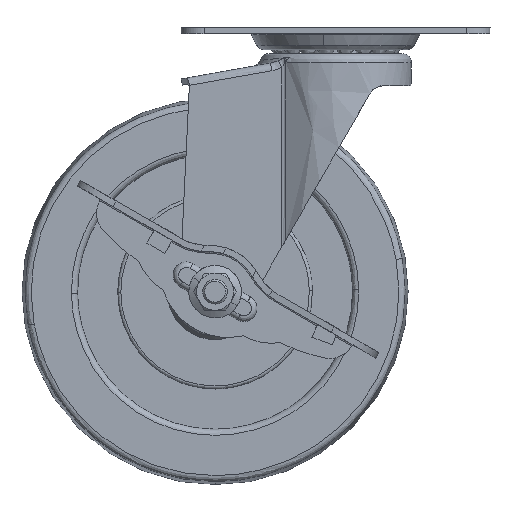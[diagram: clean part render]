
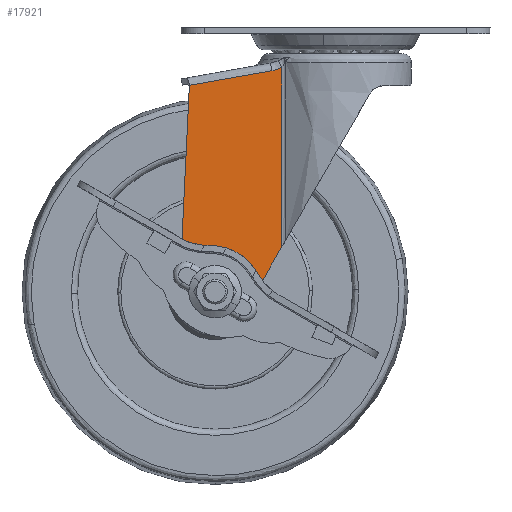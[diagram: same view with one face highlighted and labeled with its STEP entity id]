
A CAD part, front view. The second image highlights one B-rep face of the part: STEP entity #17921.
In plain terms, the highlighted free-form (B-spline) face has degree [1, 1] with [2, 2] control points.
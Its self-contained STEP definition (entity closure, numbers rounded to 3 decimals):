
#15413=CARTESIAN_POINT('',(-36.247,-18.0,-86.401));
#15414=VERTEX_POINT('',#15413);
#15420=CARTESIAN_POINT('',(-35.,-18.,-83.5));
#15421=VERTEX_POINT('',#15420);
#15422=CARTESIAN_POINT('',(-36.247,-18.0,-86.401));
#15423=CARTESIAN_POINT('',(-35.878,-18.,-86.053));
#15424=CARTESIAN_POINT('',(-35.238,-18.,-85.156));
#15425=CARTESIAN_POINT('',(-34.999,-18.,-84.075));
#15426=CARTESIAN_POINT('',(-35.,-18.,-83.5));
#15427=B_SPLINE_CURVE_WITH_KNOTS('',3,(#15422,#15423,#15424,#15425,#15426),.UNSPECIFIED.,.F.,.U.,(4,1,4),(0.,1.522,3.246),.UNSPECIFIED.);
#15428=EDGE_CURVE('',#15414,#15421,#15427,.T.);
#15430=CARTESIAN_POINT('',(-39.0,-18.0,-79.5));
#15431=VERTEX_POINT('',#15430);
#15432=CARTESIAN_POINT('',(-35.,-18.,-83.5));
#15433=CARTESIAN_POINT('',(-35.,-18.,-83.107));
#15434=CARTESIAN_POINT('',(-35.126,-18.,-82.256));
#15435=CARTESIAN_POINT('',(-35.723,-18.,-81.07));
#15436=CARTESIAN_POINT('',(-36.685,-18.,-80.154));
#15437=CARTESIAN_POINT('',(-37.822,-18.,-79.617));
#15438=CARTESIAN_POINT('',(-38.607,-18.,-79.5));
#15439=CARTESIAN_POINT('',(-39.0,-18.0,-79.5));
#15440=B_SPLINE_CURVE_WITH_KNOTS('',3,(#15432,#15433,#15434,#15435,#15436,#15437,#15438,#15439),.UNSPECIFIED.,.F.,.U.,(4,1,1,1,1,4),(0.,1.178,2.553,3.927,5.105,6.283),.UNSPECIFIED.);
#15441=EDGE_CURVE('',#15421,#15431,#15440,.T.);
#15443=CARTESIAN_POINT('',(-41.753,-18.0,-80.599));
#15444=VERTEX_POINT('',#15443);
#15445=CARTESIAN_POINT('',(-39.0,-18.0,-79.5));
#15446=CARTESIAN_POINT('',(-39.475,-18.,-79.5));
#15447=CARTESIAN_POINT('',(-40.487,-18.,-79.682));
#15448=CARTESIAN_POINT('',(-41.364,-18.0,-80.228));
#15449=CARTESIAN_POINT('',(-41.753,-18.0,-80.599));
#15450=B_SPLINE_CURVE_WITH_KNOTS('',3,(#15445,#15446,#15447,#15448,#15449),.UNSPECIFIED.,.F.,.U.,(4,1,4),(0.,1.424,3.037),.UNSPECIFIED.);
#15451=EDGE_CURVE('',#15431,#15444,#15450,.T.);
#15535=CARTESIAN_POINT('',(-43.,-18.,-83.5));
#15536=VERTEX_POINT('',#15535);
#15537=CARTESIAN_POINT('',(-41.753,-18.0,-80.599));
#15538=CARTESIAN_POINT('',(-42.171,-18.,-80.994));
#15539=CARTESIAN_POINT('',(-42.791,-18.,-81.911));
#15540=CARTESIAN_POINT('',(-43.,-18.,-82.993));
#15541=CARTESIAN_POINT('',(-43.,-18.,-83.5));
#15542=B_SPLINE_CURVE_WITH_KNOTS('',3,(#15537,#15538,#15539,#15540,#15541),.UNSPECIFIED.,.F.,.U.,(4,1,4),(0.,1.725,3.246),.UNSPECIFIED.);
#15543=EDGE_CURVE('',#15444,#15536,#15542,.T.);
#15545=CARTESIAN_POINT('',(-39.0,-18.0,-87.5));
#15546=VERTEX_POINT('',#15545);
#15547=CARTESIAN_POINT('',(-43.,-18.,-83.5));
#15548=CARTESIAN_POINT('',(-43.001,-18.,-84.056));
#15549=CARTESIAN_POINT('',(-42.833,-18.,-84.841));
#15550=CARTESIAN_POINT('',(-42.311,-18.,-85.791));
#15551=CARTESIAN_POINT('',(-41.675,-18.,-86.547));
#15552=CARTESIAN_POINT('',(-40.57,-18.,-87.285));
#15553=CARTESIAN_POINT('',(-39.556,-18.,-87.501));
#15554=CARTESIAN_POINT('',(-39.0,-18.0,-87.5));
#15555=B_SPLINE_CURVE_WITH_KNOTS('',3,(#15547,#15548,#15549,#15550,#15551,#15552,#15553,#15554),.UNSPECIFIED.,.F.,.U.,(4,1,1,1,1,4),(0.,1.669,2.356,3.24,4.614,6.283),.UNSPECIFIED.);
#15556=EDGE_CURVE('',#15536,#15546,#15555,.T.);
#15558=CARTESIAN_POINT('',(-39.0,-18.0,-87.5));
#15559=CARTESIAN_POINT('',(-38.462,-18.,-87.501));
#15560=CARTESIAN_POINT('',(-37.45,-18.,-87.293));
#15561=CARTESIAN_POINT('',(-36.591,-18.,-86.728));
#15562=CARTESIAN_POINT('',(-36.247,-18.0,-86.401));
#15563=B_SPLINE_CURVE_WITH_KNOTS('',3,(#15558,#15559,#15560,#15561,#15562),.UNSPECIFIED.,.F.,.U.,(4,1,4),(0.,1.613,3.037),.UNSPECIFIED.);
#15564=EDGE_CURVE('',#15546,#15414,#15563,.T.);
#16409=CARTESIAN_POINT('',(-47.324,-18.0,-16.693));
#16410=VERTEX_POINT('',#16409);
#16418=CARTESIAN_POINT('',(-20.595,-18.0,-11.98));
#16419=VERTEX_POINT('',#16418);
#16420=CARTESIAN_POINT('',(-20.595,-18.0,-11.98));
#16421=CARTESIAN_POINT('',(-47.324,-18.0,-16.693));
#16422=QUASI_UNIFORM_CURVE('',1,(#16420,#16421),.UNSPECIFIED.,.F.,.U.);
#16423=EDGE_CURVE('',#16419,#16410,#16422,.T.);
#17060=CARTESIAN_POINT('',(-17.385,-18.0,-10.731));
#17061=VERTEX_POINT('',#17060);
#17077=CARTESIAN_POINT('',(-17.385,-18.0,-68.974));
#17078=VERTEX_POINT('',#17077);
#17079=CARTESIAN_POINT('',(-17.385,-18.0,-68.974));
#17080=CARTESIAN_POINT('',(-17.385,-18.0,-10.731));
#17081=QUASI_UNIFORM_CURVE('',1,(#17079,#17080),.UNSPECIFIED.,.F.,.U.);
#17082=EDGE_CURVE('',#17078,#17061,#17081,.T.);
#17234=CARTESIAN_POINT('',(-50.487,-18.0,-82.952));
#17235=VERTEX_POINT('',#17234);
#17262=CARTESIAN_POINT('',(-29.03,-18.0,-89.231));
#17263=VERTEX_POINT('',#17262);
#17269=CARTESIAN_POINT('',(-50.487,-18.0,-82.952));
#17270=CARTESIAN_POINT('',(-50.533,-18.,-83.909));
#17271=CARTESIAN_POINT('',(-50.405,-18.,-85.555));
#17272=CARTESIAN_POINT('',(-49.715,-18.,-87.86));
#17273=CARTESIAN_POINT('',(-48.587,-18.,-90.033));
#17274=CARTESIAN_POINT('',(-46.964,-18.,-91.931));
#17275=CARTESIAN_POINT('',(-45.063,-18.,-93.343));
#17276=CARTESIAN_POINT('',(-43.126,-18.,-94.307));
#17277=CARTESIAN_POINT('',(-41.038,-18.,-94.895));
#17278=CARTESIAN_POINT('',(-38.918,-18.,-95.057));
#17279=CARTESIAN_POINT('',(-36.525,-18.,-94.827));
#17280=CARTESIAN_POINT('',(-34.3,-18.,-94.104));
#17281=CARTESIAN_POINT('',(-32.442,-18.,-92.993));
#17282=CARTESIAN_POINT('',(-30.667,-18.,-91.561));
#17283=CARTESIAN_POINT('',(-29.627,-18.,-90.271));
#17284=CARTESIAN_POINT('',(-29.03,-18.0,-89.231));
#17285=B_SPLINE_CURVE_WITH_KNOTS('',3,(#17269,#17270,#17271,#17272,#17273,#17274,#17275,#17276,#17277,#17278,#17279,#17280,#17281,#17282,#17283,#17284),.UNSPECIFIED.,.F.,.U.,(4,1,1,1,1,1,1,1,1,1,1,1,1,4),(0.,2.876,4.913,7.19,10.186,12.343,14.26,16.657,18.814,20.611,23.847,25.764,27.082,30.677),.UNSPECIFIED.);
#17286=EDGE_CURVE('',#17235,#17263,#17285,.T.);
#17373=CARTESIAN_POINT('',(-47.324,-18.0,-16.693));
#17374=CARTESIAN_POINT('',(-50.487,-18.0,-82.952));
#17375=QUASI_UNIFORM_CURVE('',1,(#17373,#17374),.UNSPECIFIED.,.F.,.U.);
#17376=EDGE_CURVE('',#16410,#17235,#17375,.T.);
#17760=CARTESIAN_POINT('',(-17.385,-18.0,-68.974));
#17761=CARTESIAN_POINT('',(-29.03,-18.0,-89.231));
#17762=QUASI_UNIFORM_CURVE('',1,(#17760,#17761),.UNSPECIFIED.,.F.,.U.);
#17763=EDGE_CURVE('',#17078,#17263,#17762,.T.);
#17886=CARTESIAN_POINT('',(-52.144,-18.0,-99.207));
#17887=CARTESIAN_POINT('',(-15.732,-18.0,-99.207));
#17888=CARTESIAN_POINT('',(-52.144,-18.0,-6.522));
#17889=CARTESIAN_POINT('',(-15.732,-18.0,-6.522));
#17890=B_SPLINE_SURFACE_WITH_KNOTS('',1,1,((#17886,#17888),(#17887,#17889)),.UNSPECIFIED.,.F.,.F.,.U.,(2,2),(2,2),(0.0,36.412),(0.0,92.685),.UNSPECIFIED.);
#17891=ORIENTED_EDGE('',*,*,#17082,.T.);
#17892=CARTESIAN_POINT('',(-17.385,-18.0,-10.731));
#17893=CARTESIAN_POINT('',(-17.509,-18.0,-10.809));
#17894=CARTESIAN_POINT('',(-17.634,-18.0,-10.883));
#17895=CARTESIAN_POINT('',(-17.887,-18.0,-11.026));
#17896=CARTESIAN_POINT('',(-18.015,-18.0,-11.094));
#17897=CARTESIAN_POINT('',(-18.403,-18.0,-11.289));
#17898=CARTESIAN_POINT('',(-18.666,-18.0,-11.407));
#17899=CARTESIAN_POINT('',(-19.201,-18.,-11.615));
#17900=CARTESIAN_POINT('',(-19.473,-18.0,-11.707));
#17901=CARTESIAN_POINT('',(-20.027,-18.0,-11.864));
#17902=CARTESIAN_POINT('',(-20.309,-18.0,-11.929));
#17903=CARTESIAN_POINT('',(-20.595,-18.0,-11.98));
#17904=B_SPLINE_CURVE_WITH_KNOTS('',3,(#17892,#17893,#17894,#17895,#17896,#17897,#17898,#17899,#17900,#17901,#17902,#17903),.UNSPECIFIED.,.F.,.U.,(4,2,2,2,2,4),(0.0,0.125,0.25,0.5,0.75,1.0),.UNSPECIFIED.);
#17905=EDGE_CURVE('',#17061,#16419,#17904,.T.);
#17906=ORIENTED_EDGE('',*,*,#17905,.T.);
#17907=ORIENTED_EDGE('',*,*,#16423,.T.);
#17908=ORIENTED_EDGE('',*,*,#17376,.T.);
#17909=ORIENTED_EDGE('',*,*,#17286,.T.);
#17910=ORIENTED_EDGE('',*,*,#17763,.F.);
#17911=EDGE_LOOP('',(#17891,#17906,#17907,#17908,#17909,#17910));
#17912=FACE_OUTER_BOUND('',#17911,.T.);
#17913=ORIENTED_EDGE('',*,*,#15441,.F.);
#17914=ORIENTED_EDGE('',*,*,#15428,.F.);
#17915=ORIENTED_EDGE('',*,*,#15564,.F.);
#17916=ORIENTED_EDGE('',*,*,#15556,.F.);
#17917=ORIENTED_EDGE('',*,*,#15543,.F.);
#17918=ORIENTED_EDGE('',*,*,#15451,.F.);
#17919=EDGE_LOOP('',(#17913,#17914,#17915,#17916,#17917,#17918));
#17920=FACE_BOUND('',#17919,.T.);
#17921=ADVANCED_FACE('',(#17912,#17920),#17890,.T.);
